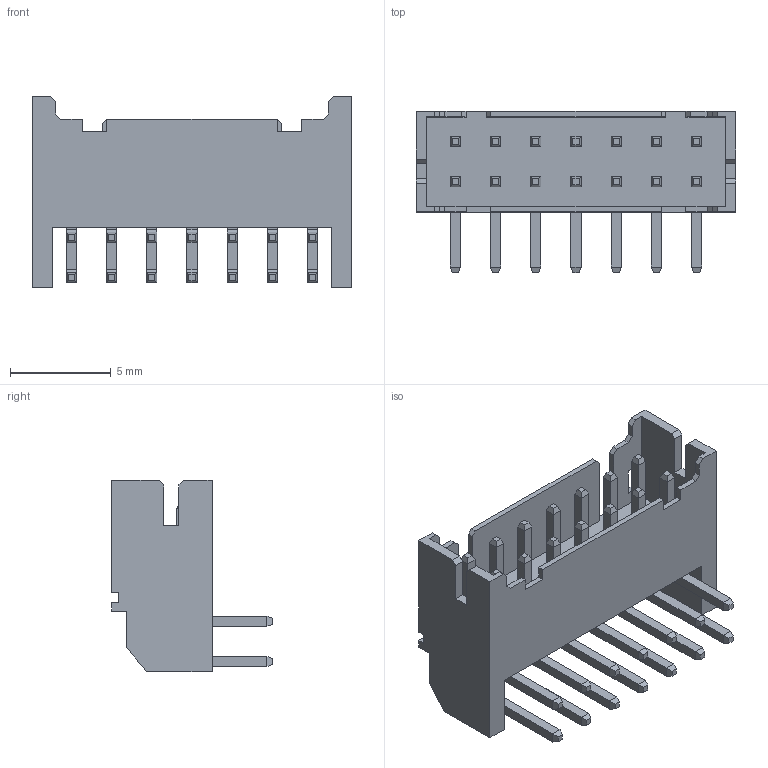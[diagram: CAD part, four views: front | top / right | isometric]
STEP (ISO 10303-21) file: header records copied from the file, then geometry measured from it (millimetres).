
FILE_DESCRIPTION (( 'STEP AP214' ), '1' );
FILE_NAME ('S14B-PHDSS.STEP', '2024-01-11T09:51:32', ( '' ), ( '' ), 'SwSTEP 2.0', 'SolidWorks 2021', '' );
FILE_SCHEMA (( 'AUTOMOTIVE_DESIGN' ));
Length unit declared in the file: millimetre
Products named in the file (3): SxB-PHDSS_14; pin^SxB-PHDSS ass; S14B-PHDSS
Assembly tree (8 placements, depth 2):
  S14B-PHDSS
    SxB-PHDSS_14
    pin^SxB-PHDSS ass  x7
Bounding box: 15.9 x 8 x 9.5 mm (x, y, z)
Volume: 238.3 mm3; surface area: 992.7 mm2
Topology: 15 solids, 15 shells, 446 faces, 1021 edges, 606 vertices
Faces by surface type: plane 418, cylinder 28
Entity records: 5800 total; most frequent: CARTESIAN_POINT 1004, ORIENTED_EDGE 986, DIRECTION 887, EDGE_CURVE 493, LINE 485, VECTOR 485, VERTEX_POINT 318, EDGE_LOOP 215
